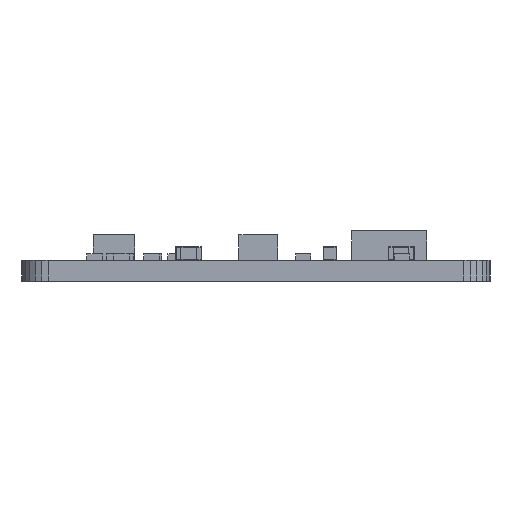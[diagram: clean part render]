
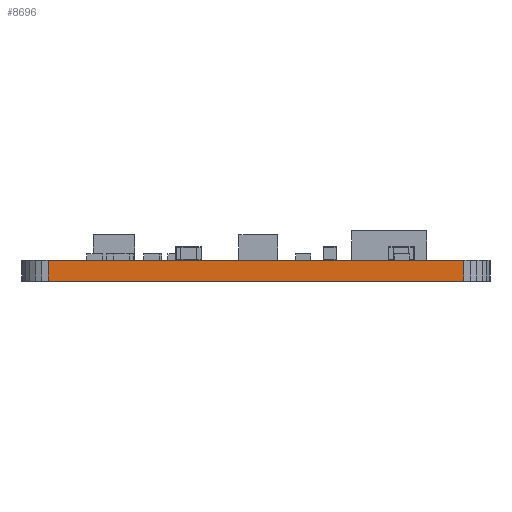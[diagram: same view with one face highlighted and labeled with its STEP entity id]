
A CAD part, front view. The second image highlights one B-rep face of the part: STEP entity #8696.
In plain terms, the highlighted planar face has unit normal (-0.001, -1, 0).
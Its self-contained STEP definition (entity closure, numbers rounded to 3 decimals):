
#195 = PLANE('',#196);
#196 = AXIS2_PLACEMENT_3D('',#197,#198,#199);
#197 = CARTESIAN_POINT('',(1.,23.509,0.798));
#198 = DIRECTION('',(0.,0.,-1.));
#199 = DIRECTION('',(-1.,0.,0.));
#249 = PLANE('',#250);
#250 = AXIS2_PLACEMENT_3D('',#251,#252,#253);
#251 = CARTESIAN_POINT('',(1.,23.509,0.));
#252 = DIRECTION('',(0.,0.,-1.));
#253 = DIRECTION('',(-1.,0.,0.));
#8588 = PLANE('',#8589);
#8589 = AXIS2_PLACEMENT_3D('',#8590,#8591,#8592);
#8590 = CARTESIAN_POINT('',(0.739,0.026,0.));
#8591 = DIRECTION('',(0.098,0.995,0.));
#8592 = DIRECTION('',(0.995,-0.098,0.));
#8626 = VERTEX_POINT('',#8627);
#8627 = CARTESIAN_POINT('',(1.,0.,0.798));
#8648 = EDGE_CURVE('',#8649,#8626,#8651,.T.);
#8649 = VERTEX_POINT('',#8650);
#8650 = CARTESIAN_POINT('',(1.,0.,0.));
#8651 = SURFACE_CURVE('',#8652,(#8656,#8663),.PCURVE_S1.);
#8652 = LINE('',#8653,#8654);
#8653 = CARTESIAN_POINT('',(1.,0.,0.));
#8654 = VECTOR('',#8655,1.);
#8655 = DIRECTION('',(0.,0.,1.));
#8656 = PCURVE('',#8588,#8657);
#8657 = DEFINITIONAL_REPRESENTATION('',(#8658),#8662);
#8658 = LINE('',#8659,#8660);
#8659 = CARTESIAN_POINT('',(0.262,0.));
#8660 = VECTOR('',#8661,1.);
#8661 = DIRECTION('',(0.,-1.));
#8662 = ( GEOMETRIC_REPRESENTATION_CONTEXT(2) 
PARAMETRIC_REPRESENTATION_CONTEXT() REPRESENTATION_CONTEXT('2D SPACE',''
  ) );
#8663 = PCURVE('',#8664,#8669);
#8664 = PLANE('',#8665);
#8665 = AXIS2_PLACEMENT_3D('',#8666,#8667,#8668);
#8666 = CARTESIAN_POINT('',(1.,0.,0.));
#8667 = DIRECTION('',(0.001,1.,0.));
#8668 = DIRECTION('',(1.,-0.001,0.));
#8669 = DEFINITIONAL_REPRESENTATION('',(#8670),#8674);
#8670 = LINE('',#8671,#8672);
#8671 = CARTESIAN_POINT('',(0.,0.));
#8672 = VECTOR('',#8673,1.);
#8673 = DIRECTION('',(0.,-1.));
#8674 = ( GEOMETRIC_REPRESENTATION_CONTEXT(2) 
PARAMETRIC_REPRESENTATION_CONTEXT() REPRESENTATION_CONTEXT('2D SPACE',''
  ) );
#8696 = ADVANCED_FACE('',(#8697),#8664,.F.);
#8697 = FACE_BOUND('',#8698,.F.);
#8698 = EDGE_LOOP('',(#8699,#8700,#8723,#8751));
#8699 = ORIENTED_EDGE('',*,*,#8648,.T.);
#8700 = ORIENTED_EDGE('',*,*,#8701,.T.);
#8701 = EDGE_CURVE('',#8626,#8702,#8704,.T.);
#8702 = VERTEX_POINT('',#8703);
#8703 = CARTESIAN_POINT('',(17.,-0.009,0.798)
  );
#8704 = SURFACE_CURVE('',#8705,(#8709,#8716),.PCURVE_S1.);
#8705 = LINE('',#8706,#8707);
#8706 = CARTESIAN_POINT('',(1.,0.,0.798));
#8707 = VECTOR('',#8708,1.);
#8708 = DIRECTION('',(1.,-0.001,0.));
#8709 = PCURVE('',#8664,#8710);
#8710 = DEFINITIONAL_REPRESENTATION('',(#8711),#8715);
#8711 = LINE('',#8712,#8713);
#8712 = CARTESIAN_POINT('',(0.,-0.798));
#8713 = VECTOR('',#8714,1.);
#8714 = DIRECTION('',(1.,0.));
#8715 = ( GEOMETRIC_REPRESENTATION_CONTEXT(2) 
PARAMETRIC_REPRESENTATION_CONTEXT() REPRESENTATION_CONTEXT('2D SPACE',''
  ) );
#8716 = PCURVE('',#195,#8717);
#8717 = DEFINITIONAL_REPRESENTATION('',(#8718),#8722);
#8718 = LINE('',#8719,#8720);
#8719 = CARTESIAN_POINT('',(0.,-23.509));
#8720 = VECTOR('',#8721,1.);
#8721 = DIRECTION('',(-1.,-0.001));
#8722 = ( GEOMETRIC_REPRESENTATION_CONTEXT(2) 
PARAMETRIC_REPRESENTATION_CONTEXT() REPRESENTATION_CONTEXT('2D SPACE',''
  ) );
#8723 = ORIENTED_EDGE('',*,*,#8724,.F.);
#8724 = EDGE_CURVE('',#8725,#8702,#8727,.T.);
#8725 = VERTEX_POINT('',#8726);
#8726 = CARTESIAN_POINT('',(17.,-0.009,0.));
#8727 = SURFACE_CURVE('',#8728,(#8732,#8739),.PCURVE_S1.);
#8728 = LINE('',#8729,#8730);
#8729 = CARTESIAN_POINT('',(17.,-0.009,0.));
#8730 = VECTOR('',#8731,1.);
#8731 = DIRECTION('',(0.,0.,1.));
#8732 = PCURVE('',#8664,#8733);
#8733 = DEFINITIONAL_REPRESENTATION('',(#8734),#8738);
#8734 = LINE('',#8735,#8736);
#8735 = CARTESIAN_POINT('',(16.,0.));
#8736 = VECTOR('',#8737,1.);
#8737 = DIRECTION('',(0.,-1.));
#8738 = ( GEOMETRIC_REPRESENTATION_CONTEXT(2) 
PARAMETRIC_REPRESENTATION_CONTEXT() REPRESENTATION_CONTEXT('2D SPACE',''
  ) );
#8739 = PCURVE('',#8740,#8745);
#8740 = PLANE('',#8741);
#8741 = AXIS2_PLACEMENT_3D('',#8742,#8743,#8744);
#8742 = CARTESIAN_POINT('',(17.,-0.009,0.));
#8743 = DIRECTION('',(-0.131,0.991,0.));
#8744 = DIRECTION('',(0.991,0.131,0.));
#8745 = DEFINITIONAL_REPRESENTATION('',(#8746),#8750);
#8746 = LINE('',#8747,#8748);
#8747 = CARTESIAN_POINT('',(0.,0.));
#8748 = VECTOR('',#8749,1.);
#8749 = DIRECTION('',(0.,-1.));
#8750 = ( GEOMETRIC_REPRESENTATION_CONTEXT(2) 
PARAMETRIC_REPRESENTATION_CONTEXT() REPRESENTATION_CONTEXT('2D SPACE',''
  ) );
#8751 = ORIENTED_EDGE('',*,*,#8752,.F.);
#8752 = EDGE_CURVE('',#8649,#8725,#8753,.T.);
#8753 = SURFACE_CURVE('',#8754,(#8758,#8765),.PCURVE_S1.);
#8754 = LINE('',#8755,#8756);
#8755 = CARTESIAN_POINT('',(1.,0.,0.));
#8756 = VECTOR('',#8757,1.);
#8757 = DIRECTION('',(1.,-0.001,0.));
#8758 = PCURVE('',#8664,#8759);
#8759 = DEFINITIONAL_REPRESENTATION('',(#8760),#8764);
#8760 = LINE('',#8761,#8762);
#8761 = CARTESIAN_POINT('',(0.,0.));
#8762 = VECTOR('',#8763,1.);
#8763 = DIRECTION('',(1.,0.));
#8764 = ( GEOMETRIC_REPRESENTATION_CONTEXT(2) 
PARAMETRIC_REPRESENTATION_CONTEXT() REPRESENTATION_CONTEXT('2D SPACE',''
  ) );
#8765 = PCURVE('',#249,#8766);
#8766 = DEFINITIONAL_REPRESENTATION('',(#8767),#8771);
#8767 = LINE('',#8768,#8769);
#8768 = CARTESIAN_POINT('',(0.,-23.509));
#8769 = VECTOR('',#8770,1.);
#8770 = DIRECTION('',(-1.,-0.001));
#8771 = ( GEOMETRIC_REPRESENTATION_CONTEXT(2) 
PARAMETRIC_REPRESENTATION_CONTEXT() REPRESENTATION_CONTEXT('2D SPACE',''
  ) );
